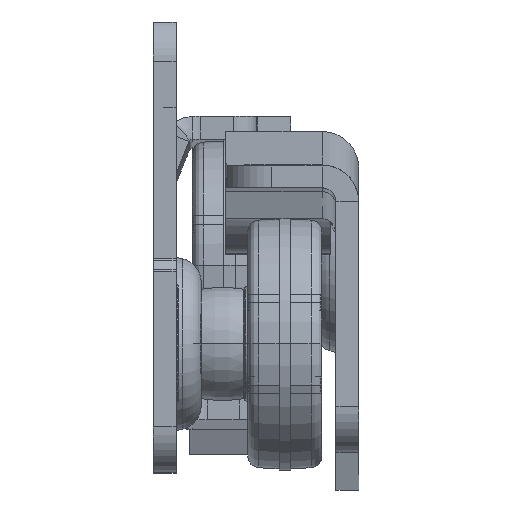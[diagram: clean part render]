
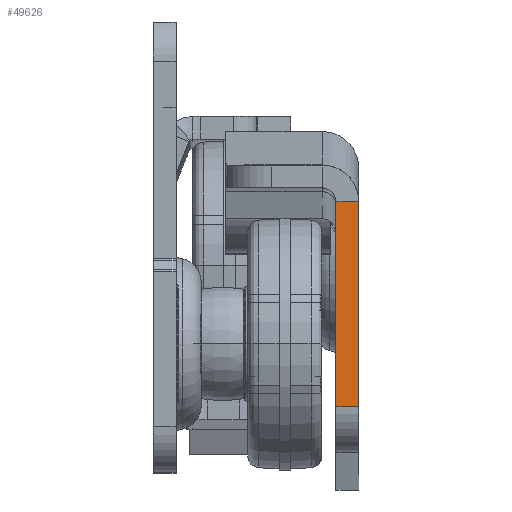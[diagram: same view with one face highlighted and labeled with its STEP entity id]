
A CAD part, top view. The second image highlights one B-rep face of the part: STEP entity #49626.
In plain terms, the highlighted face is planar.
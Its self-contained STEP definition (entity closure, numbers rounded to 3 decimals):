
#150 = EDGE_CURVE ( 'NONE', #22750, #30199, #30293, .T. ) ;
#1320 = ORIENTED_EDGE ( 'NONE', *, *, #45293, .T. ) ;
#1664 = CARTESIAN_POINT ( 'NONE',  ( -2., -11.75, 545.5 ) ) ;
#3706 = CARTESIAN_POINT ( 'NONE',  ( -2., -7.75, 545.5 ) ) ;
#5691 = CARTESIAN_POINT ( 'NONE',  ( 0., -11.75, 545.5 ) ) ;
#6853 = VERTEX_POINT ( 'NONE', #45360 ) ;
#8417 = ORIENTED_EDGE ( 'NONE', *, *, #150, .F. ) ;
#11236 = LINE ( 'NONE', #15265, #13216 ) ;
#11397 = DIRECTION ( 'NONE',  ( 1., 0., 0. ) ) ;
#11492 = DIRECTION ( 'NONE',  ( 0., -1., 0. ) ) ;
#13216 = VECTOR ( 'NONE', #11492, 1000. ) ;
#14267 = PLANE ( 'NONE',  #50870 ) ;
#14727 = VERTEX_POINT ( 'NONE', #3706 ) ;
#15265 = CARTESIAN_POINT ( 'NONE',  ( -2., -11.75, 545.5 ) ) ;
#15721 = ORIENTED_EDGE ( 'NONE', *, *, #31461, .F. ) ;
#16748 = CARTESIAN_POINT ( 'NONE',  ( -2., 10.226, 545.5 ) ) ;
#17075 = VECTOR ( 'NONE', #11397, 1000. ) ;
#20582 = CARTESIAN_POINT ( 'NONE',  ( 0., 10.226, 545.5 ) ) ;
#21541 = VECTOR ( 'NONE', #34538, 1000. ) ;
#22750 = VERTEX_POINT ( 'NONE', #16748 ) ;
#24082 = ORIENTED_EDGE ( 'NONE', *, *, #24912, .T. ) ;
#24912 = EDGE_CURVE ( 'NONE', #22750, #14727, #11236, .T. ) ;
#30199 = VERTEX_POINT ( 'NONE', #20582 ) ;
#30293 = LINE ( 'NONE', #39121, #21541 ) ;
#31461 = EDGE_CURVE ( 'NONE', #30199, #6853, #34288, .T. ) ;
#31685 = CARTESIAN_POINT ( 'NONE',  ( -2., -7.75, 545.5 ) ) ;
#32195 = LINE ( 'NONE', #31685, #17075 ) ;
#34288 = LINE ( 'NONE', #5691, #41713 ) ;
#34538 = DIRECTION ( 'NONE',  ( 1., 0., 0. ) ) ;
#35296 = DIRECTION ( 'NONE',  ( 1., 0., 0. ) ) ;
#36478 = EDGE_LOOP ( 'NONE', ( #8417, #24082, #1320, #15721 ) ) ;
#38280 = FACE_OUTER_BOUND ( 'NONE', #36478, .T. ) ;
#39121 = CARTESIAN_POINT ( 'NONE',  ( -2., 10.226, 545.5 ) ) ;
#41713 = VECTOR ( 'NONE', #50588, 1000. ) ;
#45293 = EDGE_CURVE ( 'NONE', #14727, #6853, #32195, .T. ) ;
#45360 = CARTESIAN_POINT ( 'NONE',  ( 0., -7.75, 545.5 ) ) ;
#46819 = DIRECTION ( 'NONE',  ( 0., 0., 1. ) ) ;
#49626 = ADVANCED_FACE ( 'NONE', ( #38280 ), #14267, .T. ) ;
#50588 = DIRECTION ( 'NONE',  ( 0., -1., 0. ) ) ;
#50870 = AXIS2_PLACEMENT_3D ( 'NONE', #1664, #46819, #35296 ) ;
